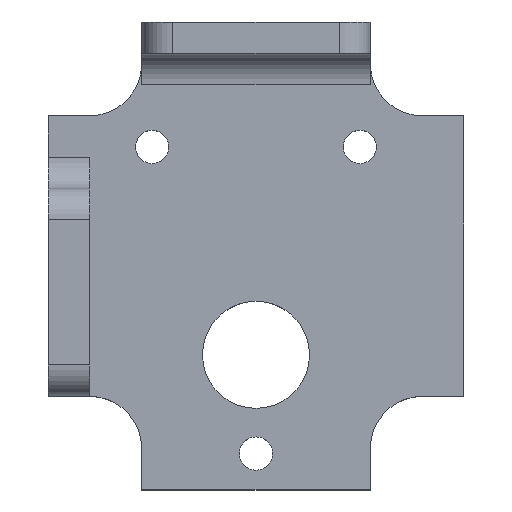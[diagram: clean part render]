
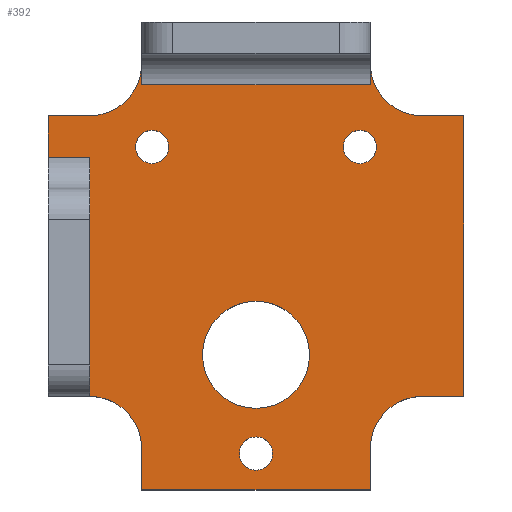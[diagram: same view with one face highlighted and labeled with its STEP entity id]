
A CAD part, top view. The second image highlights one B-rep face of the part: STEP entity #392.
In plain terms, the highlighted planar face has unit normal (0, 0, 1).
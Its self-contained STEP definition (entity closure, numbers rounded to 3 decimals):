
#74 = VERTEX_POINT('',#75);
#75 = CARTESIAN_POINT('',(-20.,9.5,0.));
#152 = VERTEX_POINT('',#153);
#153 = CARTESIAN_POINT('',(-16.,9.5,0.));
#160 = EDGE_CURVE('',#152,#74,#161,.T.);
#161 = LINE('',#162,#163);
#162 = CARTESIAN_POINT('',(-16.,9.5,0.));
#163 = VECTOR('',#164,1.);
#164 = DIRECTION('',(-1.,0.,0.));
#199 = EDGE_CURVE('',#200,#74,#202,.T.);
#200 = VERTEX_POINT('',#201);
#201 = CARTESIAN_POINT('',(-20.,13.5,0.));
#202 = LINE('',#203,#204);
#203 = CARTESIAN_POINT('',(-20.,13.5,0.));
#204 = VECTOR('',#205,1.);
#205 = DIRECTION('',(0.,-1.,0.));
#291 = VERTEX_POINT('',#292);
#292 = CARTESIAN_POINT('',(-16.,-13.5,0.));
#364 = EDGE_CURVE('',#365,#152,#367,.T.);
#365 = VERTEX_POINT('',#366);
#366 = CARTESIAN_POINT('',(-16.,6.5,0.));
#367 = LINE('',#368,#369);
#368 = CARTESIAN_POINT('',(-16.,-7.308,0.));
#369 = VECTOR('',#370,1.);
#370 = DIRECTION('',(0.,1.,0.));
#372 = EDGE_CURVE('',#291,#365,#373,.T.);
#373 = LINE('',#374,#375);
#374 = CARTESIAN_POINT('',(-16.,-13.5,0.));
#375 = VECTOR('',#376,1.);
#376 = DIRECTION('',(0.,1.,0.));
#392 = ADVANCED_FACE('',(#393,#529,#540,#551,#562),#573,.T.);
#393 = FACE_BOUND('',#394,.T.);
#394 = EDGE_LOOP('',(#395,#396,#397,#398,#399,#408,#416,#424,#432,#441,
    #449,#457,#465,#474,#482,#490,#498,#506,#514,#523));
#395 = ORIENTED_EDGE('',*,*,#199,.T.);
#396 = ORIENTED_EDGE('',*,*,#160,.F.);
#397 = ORIENTED_EDGE('',*,*,#364,.F.);
#398 = ORIENTED_EDGE('',*,*,#372,.F.);
#399 = ORIENTED_EDGE('',*,*,#400,.F.);
#400 = EDGE_CURVE('',#401,#291,#403,.T.);
#401 = VERTEX_POINT('',#402);
#402 = CARTESIAN_POINT('',(-11.,-18.5,0.));
#403 = CIRCLE('',#404,5.);
#404 = AXIS2_PLACEMENT_3D('',#405,#406,#407);
#405 = CARTESIAN_POINT('',(-16.,-18.5,0.));
#406 = DIRECTION('',(0.,0.,1.));
#407 = DIRECTION('',(1.,0.,0.));
#408 = ORIENTED_EDGE('',*,*,#409,.T.);
#409 = EDGE_CURVE('',#401,#410,#412,.T.);
#410 = VERTEX_POINT('',#411);
#411 = CARTESIAN_POINT('',(-11.,-22.5,0.));
#412 = LINE('',#413,#414);
#413 = CARTESIAN_POINT('',(-11.,-18.5,0.));
#414 = VECTOR('',#415,1.);
#415 = DIRECTION('',(0.,-1.,0.));
#416 = ORIENTED_EDGE('',*,*,#417,.T.);
#417 = EDGE_CURVE('',#410,#418,#420,.T.);
#418 = VERTEX_POINT('',#419);
#419 = CARTESIAN_POINT('',(11.,-22.5,0.));
#420 = LINE('',#421,#422);
#421 = CARTESIAN_POINT('',(-11.,-22.5,0.));
#422 = VECTOR('',#423,1.);
#423 = DIRECTION('',(1.,0.,0.));
#424 = ORIENTED_EDGE('',*,*,#425,.T.);
#425 = EDGE_CURVE('',#418,#426,#428,.T.);
#426 = VERTEX_POINT('',#427);
#427 = CARTESIAN_POINT('',(11.,-18.5,0.));
#428 = LINE('',#429,#430);
#429 = CARTESIAN_POINT('',(11.,-22.5,0.));
#430 = VECTOR('',#431,1.);
#431 = DIRECTION('',(0.,1.,0.));
#432 = ORIENTED_EDGE('',*,*,#433,.F.);
#433 = EDGE_CURVE('',#434,#426,#436,.T.);
#434 = VERTEX_POINT('',#435);
#435 = CARTESIAN_POINT('',(16.,-13.5,0.));
#436 = CIRCLE('',#437,5.);
#437 = AXIS2_PLACEMENT_3D('',#438,#439,#440);
#438 = CARTESIAN_POINT('',(16.,-18.5,0.));
#439 = DIRECTION('',(0.,0.,1.));
#440 = DIRECTION('',(1.,0.,0.));
#441 = ORIENTED_EDGE('',*,*,#442,.T.);
#442 = EDGE_CURVE('',#434,#443,#445,.T.);
#443 = VERTEX_POINT('',#444);
#444 = CARTESIAN_POINT('',(20.,-13.5,0.));
#445 = LINE('',#446,#447);
#446 = CARTESIAN_POINT('',(16.,-13.5,0.));
#447 = VECTOR('',#448,1.);
#448 = DIRECTION('',(1.,0.,0.));
#449 = ORIENTED_EDGE('',*,*,#450,.F.);
#450 = EDGE_CURVE('',#451,#443,#453,.T.);
#451 = VERTEX_POINT('',#452);
#452 = CARTESIAN_POINT('',(20.,13.5,0.));
#453 = LINE('',#454,#455);
#454 = CARTESIAN_POINT('',(20.,13.5,0.));
#455 = VECTOR('',#456,1.);
#456 = DIRECTION('',(0.,-1.,0.));
#457 = ORIENTED_EDGE('',*,*,#458,.F.);
#458 = EDGE_CURVE('',#459,#451,#461,.T.);
#459 = VERTEX_POINT('',#460);
#460 = CARTESIAN_POINT('',(16.,13.5,0.));
#461 = LINE('',#462,#463);
#462 = CARTESIAN_POINT('',(16.,13.5,0.));
#463 = VECTOR('',#464,1.);
#464 = DIRECTION('',(1.,0.,0.));
#465 = ORIENTED_EDGE('',*,*,#466,.F.);
#466 = EDGE_CURVE('',#467,#459,#469,.T.);
#467 = VERTEX_POINT('',#468);
#468 = CARTESIAN_POINT('',(11.,18.5,0.));
#469 = CIRCLE('',#470,5.);
#470 = AXIS2_PLACEMENT_3D('',#471,#472,#473);
#471 = CARTESIAN_POINT('',(16.,18.5,0.));
#472 = DIRECTION('',(0.,0.,1.));
#473 = DIRECTION('',(1.,0.,0.));
#474 = ORIENTED_EDGE('',*,*,#475,.T.);
#475 = EDGE_CURVE('',#467,#476,#478,.T.);
#476 = VERTEX_POINT('',#477);
#477 = CARTESIAN_POINT('',(11.,19.5,0.));
#478 = LINE('',#479,#480);
#479 = CARTESIAN_POINT('',(11.,18.5,0.));
#480 = VECTOR('',#481,1.);
#481 = DIRECTION('',(0.,1.,0.));
#482 = ORIENTED_EDGE('',*,*,#483,.T.);
#483 = EDGE_CURVE('',#476,#484,#486,.T.);
#484 = VERTEX_POINT('',#485);
#485 = CARTESIAN_POINT('',(11.,16.5,0.));
#486 = LINE('',#487,#488);
#487 = CARTESIAN_POINT('',(11.,9.192,0.));
#488 = VECTOR('',#489,1.);
#489 = DIRECTION('',(0.,-1.,0.));
#490 = ORIENTED_EDGE('',*,*,#491,.F.);
#491 = EDGE_CURVE('',#492,#484,#494,.T.);
#492 = VERTEX_POINT('',#493);
#493 = CARTESIAN_POINT('',(-11.,16.5,0.));
#494 = LINE('',#495,#496);
#495 = CARTESIAN_POINT('',(-11.,16.5,0.));
#496 = VECTOR('',#497,1.);
#497 = DIRECTION('',(1.,0.,0.));
#498 = ORIENTED_EDGE('',*,*,#499,.F.);
#499 = EDGE_CURVE('',#500,#492,#502,.T.);
#500 = VERTEX_POINT('',#501);
#501 = CARTESIAN_POINT('',(-11.,19.5,0.));
#502 = LINE('',#503,#504);
#503 = CARTESIAN_POINT('',(-11.,10.692,0.));
#504 = VECTOR('',#505,1.);
#505 = DIRECTION('',(-0.,-1.,-0.));
#506 = ORIENTED_EDGE('',*,*,#507,.F.);
#507 = EDGE_CURVE('',#508,#500,#510,.T.);
#508 = VERTEX_POINT('',#509);
#509 = CARTESIAN_POINT('',(-11.,18.5,0.));
#510 = LINE('',#511,#512);
#511 = CARTESIAN_POINT('',(-11.,18.5,0.));
#512 = VECTOR('',#513,1.);
#513 = DIRECTION('',(0.,1.,0.));
#514 = ORIENTED_EDGE('',*,*,#515,.F.);
#515 = EDGE_CURVE('',#516,#508,#518,.T.);
#516 = VERTEX_POINT('',#517);
#517 = CARTESIAN_POINT('',(-16.,13.5,0.));
#518 = CIRCLE('',#519,5.);
#519 = AXIS2_PLACEMENT_3D('',#520,#521,#522);
#520 = CARTESIAN_POINT('',(-16.,18.5,0.));
#521 = DIRECTION('',(0.,0.,1.));
#522 = DIRECTION('',(1.,0.,0.));
#523 = ORIENTED_EDGE('',*,*,#524,.T.);
#524 = EDGE_CURVE('',#516,#200,#525,.T.);
#525 = LINE('',#526,#527);
#526 = CARTESIAN_POINT('',(-16.,13.5,0.));
#527 = VECTOR('',#528,1.);
#528 = DIRECTION('',(-1.,0.,0.));
#529 = FACE_BOUND('',#530,.T.);
#530 = EDGE_LOOP('',(#531));
#531 = ORIENTED_EDGE('',*,*,#532,.F.);
#532 = EDGE_CURVE('',#533,#533,#535,.T.);
#533 = VERTEX_POINT('',#534);
#534 = CARTESIAN_POINT('',(1.6,-19.,0.));
#535 = CIRCLE('',#536,1.6);
#536 = AXIS2_PLACEMENT_3D('',#537,#538,#539);
#537 = CARTESIAN_POINT('',(0.,-19.,0.));
#538 = DIRECTION('',(0.,0.,1.));
#539 = DIRECTION('',(1.,0.,0.));
#540 = FACE_BOUND('',#541,.T.);
#541 = EDGE_LOOP('',(#542));
#542 = ORIENTED_EDGE('',*,*,#543,.F.);
#543 = EDGE_CURVE('',#544,#544,#546,.T.);
#544 = VERTEX_POINT('',#545);
#545 = CARTESIAN_POINT('',(5.15,-9.5,0.));
#546 = CIRCLE('',#547,5.15);
#547 = AXIS2_PLACEMENT_3D('',#548,#549,#550);
#548 = CARTESIAN_POINT('',(0.,-9.5,0.));
#549 = DIRECTION('',(0.,0.,1.));
#550 = DIRECTION('',(1.,0.,0.));
#551 = FACE_BOUND('',#552,.T.);
#552 = EDGE_LOOP('',(#553));
#553 = ORIENTED_EDGE('',*,*,#554,.F.);
#554 = EDGE_CURVE('',#555,#555,#557,.T.);
#555 = VERTEX_POINT('',#556);
#556 = CARTESIAN_POINT('',(-8.4,10.5,0.));
#557 = CIRCLE('',#558,1.6);
#558 = AXIS2_PLACEMENT_3D('',#559,#560,#561);
#559 = CARTESIAN_POINT('',(-10.,10.5,0.));
#560 = DIRECTION('',(0.,0.,1.));
#561 = DIRECTION('',(1.,0.,0.));
#562 = FACE_BOUND('',#563,.T.);
#563 = EDGE_LOOP('',(#564));
#564 = ORIENTED_EDGE('',*,*,#565,.F.);
#565 = EDGE_CURVE('',#566,#566,#568,.T.);
#566 = VERTEX_POINT('',#567);
#567 = CARTESIAN_POINT('',(11.6,10.5,0.));
#568 = CIRCLE('',#569,1.6);
#569 = AXIS2_PLACEMENT_3D('',#570,#571,#572);
#570 = CARTESIAN_POINT('',(10.,10.5,0.));
#571 = DIRECTION('',(0.,0.,1.));
#572 = DIRECTION('',(1.,0.,0.));
#573 = PLANE('',#574);
#574 = AXIS2_PLACEMENT_3D('',#575,#576,#577);
#575 = CARTESIAN_POINT('',(0.,-1.117,0.));
#576 = DIRECTION('',(0.,0.,1.));
#577 = DIRECTION('',(1.,0.,0.));
